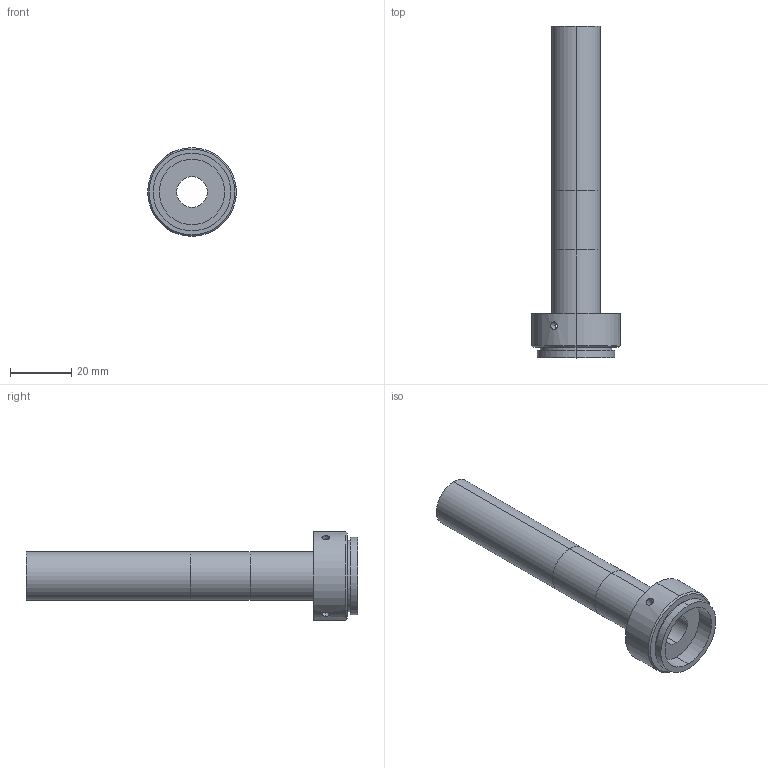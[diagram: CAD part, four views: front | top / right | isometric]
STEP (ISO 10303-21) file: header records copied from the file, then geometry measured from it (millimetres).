
FILE_DESCRIPTION (( 'STEP AP203' ), '1' );
FILE_NAME ('XF-T08X110-Y11.STEP', '2016-07-18T03:24:46', ( 'Lxtx999.CoM' ), ( 'Lxtx999.CoM' ), 'SwSTEP 2.0', 'SolidWorks 2014', '' );
FILE_SCHEMA (( 'CONFIG_CONTROL_DESIGN' ));
Length unit declared in the file: millimetre
Products named in the file (1): XF-T08X110-Y11
Bounding box: 29 x 108.48 x 29 mm (x, y, z)
Surface area: 9778.7 mm2 (no closed solid volume)
Topology: 0 solids, 5 shells, 39 faces, 94 edges, 64 vertices
Faces by surface type: cylinder 28, plane 9, cone 2
Entity records: 1441 total; most frequent: CARTESIAN_POINT 426, DIRECTION 214, ORIENTED_EDGE 162, EDGE_CURVE 94, AXIS2_PLACEMENT_3D 92, VERTEX_POINT 64, CIRCLE 52, EDGE_LOOP 51
